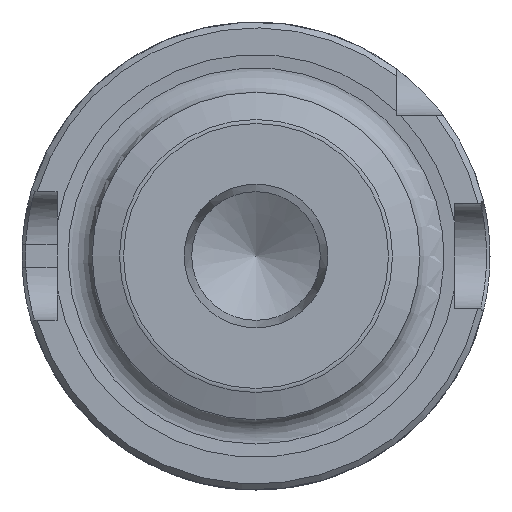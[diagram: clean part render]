
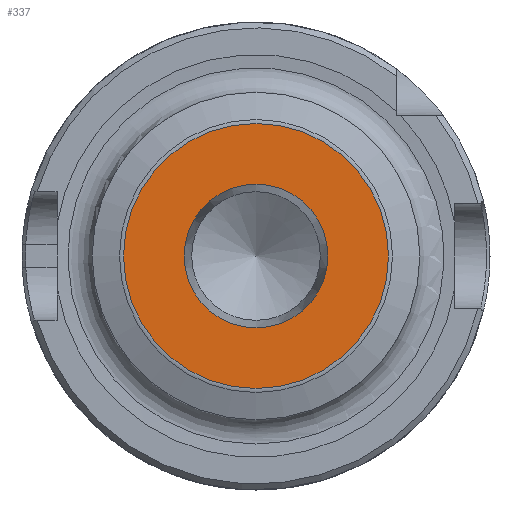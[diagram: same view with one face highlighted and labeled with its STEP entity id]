
A CAD part, left-side view. The second image highlights one B-rep face of the part: STEP entity #337.
In plain terms, the highlighted planar face has unit normal (-1, 0, 0).
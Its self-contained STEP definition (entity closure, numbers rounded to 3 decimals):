
#98=FACE_BOUND('',#563,.T.);
#99=FACE_BOUND('',#564,.T.);
#337=ADVANCED_FACE('',(#98,#99),#377,.T.);
#377=PLANE('',#1776);
#563=EDGE_LOOP('',(#1078));
#564=EDGE_LOOP('',(#1079));
#642=CIRCLE('',#1769,6.141);
#645=CIRCLE('',#1775,11.324);
#1078=ORIENTED_EDGE('',*,*,#1459,.F.);
#1079=ORIENTED_EDGE('',*,*,#1462,.F.);
#1238=VERTEX_POINT('',#3345);
#1241=VERTEX_POINT('',#3354);
#1459=EDGE_CURVE('',#1238,#1238,#642,.T.);
#1462=EDGE_CURVE('',#1241,#1241,#645,.T.);
#1769=AXIS2_PLACEMENT_3D('',#3344,#2166,#2167);
#1775=AXIS2_PLACEMENT_3D('',#3353,#2178,#2179);
#1776=AXIS2_PLACEMENT_3D('',#3355,#2180,#2181);
#2166=DIRECTION('',(-1.,0.,0.));
#2167=DIRECTION('',(0.,-1.,0.));
#2178=DIRECTION('',(1.,0.,0.));
#2179=DIRECTION('',(0.,1.,0.));
#2180=DIRECTION('',(-1.,0.,0.));
#2181=DIRECTION('',(0.,-1.,0.));
#3344=CARTESIAN_POINT('',(-10.,0.,0.));
#3345=CARTESIAN_POINT('',(-10.,-6.141,0.));
#3353=CARTESIAN_POINT('',(-10.,0.,0.));
#3354=CARTESIAN_POINT('',(-10.,11.324,0.));
#3355=CARTESIAN_POINT('',(-10.,-11.324,0.));
